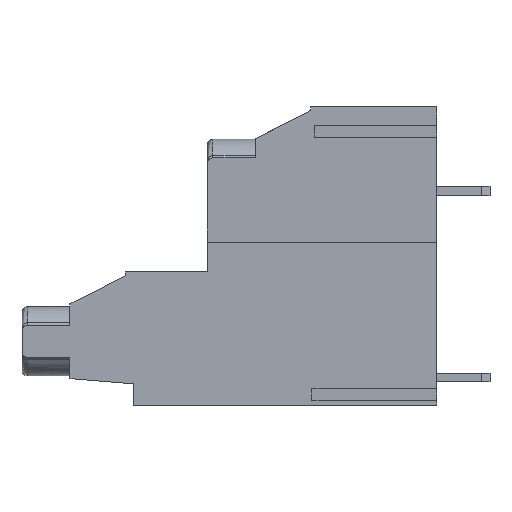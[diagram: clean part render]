
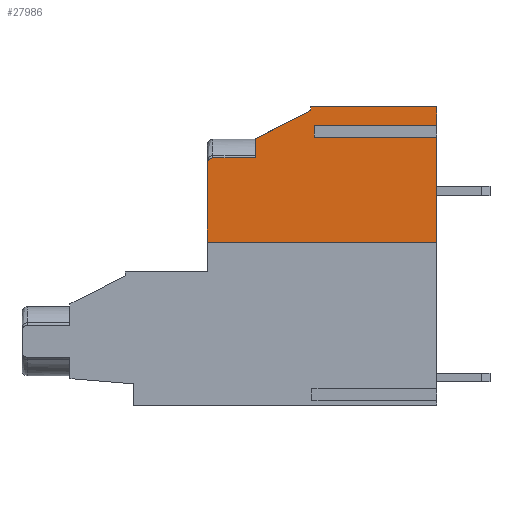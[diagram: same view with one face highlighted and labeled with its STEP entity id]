
A CAD part, left-side view. The second image highlights one B-rep face of the part: STEP entity #27986.
In plain terms, the highlighted planar face has unit normal (-1, 0, 0).
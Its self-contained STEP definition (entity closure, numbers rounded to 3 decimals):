
#812 = ORIENTED_EDGE ( 'NONE', *, *, #30674, .F. ) ;
#1070 = VECTOR ( 'NONE', #20766, 1000. ) ;
#1296 = CARTESIAN_POINT ( 'NONE',  ( 0., 11.8, 12.35 ) ) ;
#1986 = VERTEX_POINT ( 'NONE', #35692 ) ;
#2060 = ORIENTED_EDGE ( 'NONE', *, *, #34179, .F. ) ;
#2978 = CARTESIAN_POINT ( 'NONE',  ( 0., 11.8, 12.7 ) ) ;
#3123 = ORIENTED_EDGE ( 'NONE', *, *, #29103, .T. ) ;
#3477 = PLANE ( 'NONE',  #36656 ) ;
#3919 = CARTESIAN_POINT ( 'NONE',  ( 0., 17., 9.7 ) ) ;
#4494 = AXIS2_PLACEMENT_3D ( 'NONE', #17138, #29937, #9778 ) ;
#4599 = VECTOR ( 'NONE', #36542, 1000. ) ;
#4615 = VECTOR ( 'NONE', #28245, 1000. ) ;
#4968 = VERTEX_POINT ( 'NONE', #9367 ) ;
#5227 = ORIENTED_EDGE ( 'NONE', *, *, #40608, .T. ) ;
#5257 = CARTESIAN_POINT ( 'NONE',  ( 0., 0., 12.7 ) ) ;
#7733 = EDGE_CURVE ( 'NONE', #24965, #37912, #13717, .T. ) ;
#7920 = VECTOR ( 'NONE', #12552, 1000. ) ;
#8145 = DIRECTION ( 'NONE',  ( 0., 0., 1. ) ) ;
#8609 = CARTESIAN_POINT ( 'NONE',  ( 0., 17., 9.7 ) ) ;
#8794 = CARTESIAN_POINT ( 'NONE',  ( 0., 0., 10.05 ) ) ;
#8876 = ORIENTED_EDGE ( 'NONE', *, *, #7733, .F. ) ;
#9213 = VERTEX_POINT ( 'NONE', #31199 ) ;
#9367 = CARTESIAN_POINT ( 'NONE',  ( 0., 0., 12.7 ) ) ;
#9548 = VECTOR ( 'NONE', #39481, 1000. ) ;
#9778 = DIRECTION ( 'NONE',  ( 0., 0., 1. ) ) ;
#9832 = LINE ( 'NONE', #19114, #31257 ) ;
#10393 = LINE ( 'NONE', #23206, #31324 ) ;
#10701 = ORIENTED_EDGE ( 'NONE', *, *, #28610, .T. ) ;
#11874 = CARTESIAN_POINT ( 'NONE',  ( 0., 21.5, 7.9 ) ) ;
#12552 = DIRECTION ( 'NONE',  ( 0., -1., 0. ) ) ;
#12567 = CARTESIAN_POINT ( 'NONE',  ( 0., 11.5, 10.75 ) ) ;
#13577 = ORIENTED_EDGE ( 'NONE', *, *, #34731, .F. ) ;
#13717 = LINE ( 'NONE', #39120, #38772 ) ;
#14330 = VERTEX_POINT ( 'NONE', #37842 ) ;
#14364 = CARTESIAN_POINT ( 'NONE',  ( 0., 21.5, 0. ) ) ;
#15190 = EDGE_CURVE ( 'NONE', #16354, #1986, #35317, .T. ) ;
#15294 = CARTESIAN_POINT ( 'NONE',  ( 0., 17., 0. ) ) ;
#15521 = DIRECTION ( 'NONE',  ( 0., -0.891, 0.454 ) ) ;
#16224 = DIRECTION ( 'NONE',  ( 1., 0., 0. ) ) ;
#16354 = VERTEX_POINT ( 'NONE', #12567 ) ;
#16798 = EDGE_CURVE ( 'NONE', #14330, #23061, #10393, .T. ) ;
#17004 = LINE ( 'NONE', #17425, #9548 ) ;
#17138 = CARTESIAN_POINT ( 'NONE',  ( 0., 21., 7.4 ) ) ;
#17277 = VECTOR ( 'NONE', #8145, 1000. ) ;
#17425 = CARTESIAN_POINT ( 'NONE',  ( 0., 11.5, 10.75 ) ) ;
#18797 = VERTEX_POINT ( 'NONE', #2978 ) ;
#18850 = DIRECTION ( 'NONE',  ( 0., -1., 0. ) ) ;
#18929 = DIRECTION ( 'NONE',  ( 0., 0., -1. ) ) ;
#19114 = CARTESIAN_POINT ( 'NONE',  ( 0., 11.5, 10.05 ) ) ;
#20180 = EDGE_CURVE ( 'NONE', #16354, #21670, #17004, .T. ) ;
#20443 = ORIENTED_EDGE ( 'NONE', *, *, #20180, .T. ) ;
#20449 = DIRECTION ( 'NONE',  ( 0., 0., 1. ) ) ;
#20641 = VERTEX_POINT ( 'NONE', #22170 ) ;
#20766 = DIRECTION ( 'NONE',  ( 0., -1., 0. ) ) ;
#20868 = EDGE_LOOP ( 'NONE', ( #5227, #8876, #30034, #3123, #13577, #39609, #20443, #10701, #812, #27436, #26491, #25041, #2060 ) ) ;
#21132 = LINE ( 'NONE', #40864, #4615 ) ;
#21186 = VECTOR ( 'NONE', #18929, 1000. ) ;
#21670 = VERTEX_POINT ( 'NONE', #36527 ) ;
#21825 = LINE ( 'NONE', #8609, #40598 ) ;
#22170 = CARTESIAN_POINT ( 'NONE',  ( 0., 21., 7.9 ) ) ;
#22839 = EDGE_CURVE ( 'NONE', #24965, #9213, #25547, .T. ) ;
#23061 = VERTEX_POINT ( 'NONE', #3919 ) ;
#23206 = CARTESIAN_POINT ( 'NONE',  ( 0., 17., 12.7 ) ) ;
#24965 = VERTEX_POINT ( 'NONE', #14364 ) ;
#25041 = ORIENTED_EDGE ( 'NONE', *, *, #16798, .F. ) ;
#25547 = LINE ( 'NONE', #15294, #40474 ) ;
#26087 = FACE_OUTER_BOUND ( 'NONE', #20868, .T. ) ;
#26491 = ORIENTED_EDGE ( 'NONE', *, *, #34633, .F. ) ;
#27436 = ORIENTED_EDGE ( 'NONE', *, *, #31103, .F. ) ;
#27986 = ADVANCED_FACE ( 'NONE', ( #26087 ), #3477, .F. ) ;
#28245 = DIRECTION ( 'NONE',  ( 0., 0., 1. ) ) ;
#28610 = EDGE_CURVE ( 'NONE', #21670, #4968, #40077, .T. ) ;
#29103 = EDGE_CURVE ( 'NONE', #9213, #36427, #36747, .T. ) ;
#29926 = CIRCLE ( 'NONE', #4494, 0.5 ) ;
#29937 = DIRECTION ( 'NONE',  ( -1., 0., 0. ) ) ;
#29988 = CARTESIAN_POINT ( 'NONE',  ( 0., 21.5, 7.4 ) ) ;
#30034 = ORIENTED_EDGE ( 'NONE', *, *, #22839, .T. ) ;
#30674 = EDGE_CURVE ( 'NONE', #18797, #4968, #34413, .T. ) ;
#31103 = EDGE_CURVE ( 'NONE', #34854, #18797, #21132, .T. ) ;
#31199 = CARTESIAN_POINT ( 'NONE',  ( 0., 0., 0. ) ) ;
#31257 = VECTOR ( 'NONE', #31900, 1000. ) ;
#31324 = VECTOR ( 'NONE', #36036, 1000. ) ;
#31389 = LINE ( 'NONE', #11874, #1070 ) ;
#31900 = DIRECTION ( 'NONE',  ( 0., -1., 0. ) ) ;
#34179 = EDGE_CURVE ( 'NONE', #20641, #14330, #31389, .T. ) ;
#34413 = LINE ( 'NONE', #37973, #7920 ) ;
#34633 = EDGE_CURVE ( 'NONE', #23061, #34854, #21825, .T. ) ;
#34731 = EDGE_CURVE ( 'NONE', #1986, #36427, #9832, .T. ) ;
#34854 = VERTEX_POINT ( 'NONE', #1296 ) ;
#35317 = LINE ( 'NONE', #38659, #21186 ) ;
#35692 = CARTESIAN_POINT ( 'NONE',  ( 0., 11.5, 10.05 ) ) ;
#35758 = DIRECTION ( 'NONE',  ( 0., 0., -1. ) ) ;
#36036 = DIRECTION ( 'NONE',  ( 0., 0., 1. ) ) ;
#36184 = CARTESIAN_POINT ( 'NONE',  ( 0., 17., 12.7 ) ) ;
#36427 = VERTEX_POINT ( 'NONE', #8794 ) ;
#36527 = CARTESIAN_POINT ( 'NONE',  ( 0., 0., 10.75 ) ) ;
#36542 = DIRECTION ( 'NONE',  ( 0., 0., 1. ) ) ;
#36656 = AXIS2_PLACEMENT_3D ( 'NONE', #36184, #16224, #35758 ) ;
#36747 = LINE ( 'NONE', #5257, #4599 ) ;
#36908 = CARTESIAN_POINT ( 'NONE',  ( 0., 0., 12.7 ) ) ;
#37842 = CARTESIAN_POINT ( 'NONE',  ( 0., 17., 7.9 ) ) ;
#37912 = VERTEX_POINT ( 'NONE', #29988 ) ;
#37973 = CARTESIAN_POINT ( 'NONE',  ( 0., 17., 12.7 ) ) ;
#38659 = CARTESIAN_POINT ( 'NONE',  ( 0., 11.5, 0. ) ) ;
#38772 = VECTOR ( 'NONE', #20449, 1000. ) ;
#39120 = CARTESIAN_POINT ( 'NONE',  ( 0., 21.5, 4.9 ) ) ;
#39481 = DIRECTION ( 'NONE',  ( 0., -1., 0. ) ) ;
#39609 = ORIENTED_EDGE ( 'NONE', *, *, #15190, .F. ) ;
#40077 = LINE ( 'NONE', #36908, #17277 ) ;
#40474 = VECTOR ( 'NONE', #18850, 1000. ) ;
#40598 = VECTOR ( 'NONE', #15521, 1000. ) ;
#40608 = EDGE_CURVE ( 'NONE', #20641, #37912, #29926, .T. ) ;
#40864 = CARTESIAN_POINT ( 'NONE',  ( 0., 11.8, 12.35 ) ) ;
